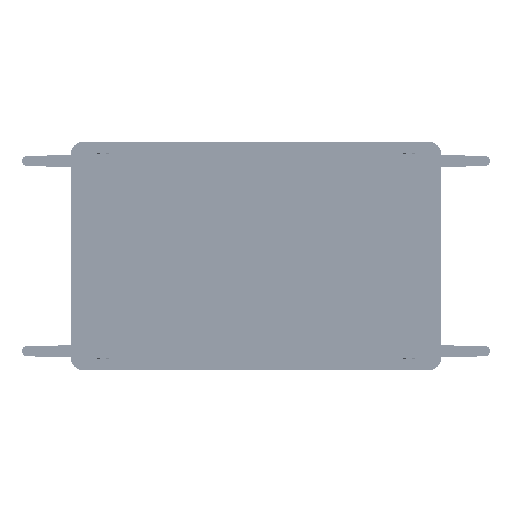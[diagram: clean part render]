
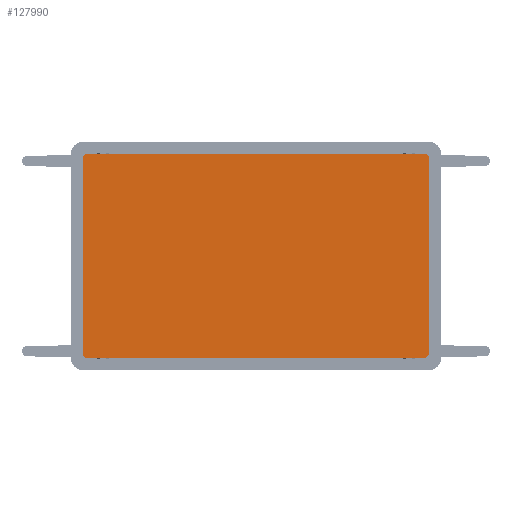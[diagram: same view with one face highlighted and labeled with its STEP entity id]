
A CAD part, left-side view. The second image highlights one B-rep face of the part: STEP entity #127990.
In plain terms, the highlighted planar face has unit normal (-1, 0, 0).
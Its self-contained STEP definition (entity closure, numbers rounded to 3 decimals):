
#127919=CARTESIAN_POINT('Axis2P3D Location',(-44.5,0.,0.)) ;
#127924=CARTESIAN_POINT('Axis2P3D Location',(-44.5,418.442,141.5)) ;
#127928=CARTESIAN_POINT('Vertex',(-44.5,418.442,146.5)) ;
#127930=CARTESIAN_POINT('Vertex',(-44.5,423.442,141.5)) ;
#127933=CARTESIAN_POINT('Line Origine',(-44.5,423.442,-18.)) ;
#127937=CARTESIAN_POINT('Vertex',(-44.5,423.442,-177.5)) ;
#127940=CARTESIAN_POINT('Axis2P3D Location',(-44.5,417.442,-177.5)) ;
#127944=CARTESIAN_POINT('Vertex',(-44.5,417.442,-183.5)) ;
#127947=CARTESIAN_POINT('Line Origine',(-44.5,144.445,-183.5)) ;
#127951=CARTESIAN_POINT('Vertex',(-44.5,-128.553,-183.5)) ;
#127954=CARTESIAN_POINT('Axis2P3D Location',(-44.5,-128.553,-175.495)) ;
#127958=CARTESIAN_POINT('Vertex',(-44.5,-136.558,-175.495)) ;
#127961=CARTESIAN_POINT('Line Origine',(-44.5,-136.558,-17.585)) ;
#127965=CARTESIAN_POINT('Vertex',(-44.5,-136.558,140.325)) ;
#127968=CARTESIAN_POINT('Axis2P3D Location',(-44.5,-130.383,140.325)) ;
#127972=CARTESIAN_POINT('Vertex',(-44.5,-130.383,146.5)) ;
#127975=CARTESIAN_POINT('Line Origine',(-44.5,144.03,146.5)) ;
#127935=VECTOR('Line Direction',#127934,1.) ;
#127949=VECTOR('Line Direction',#127948,1.) ;
#127963=VECTOR('Line Direction',#127962,1.) ;
#127977=VECTOR('Line Direction',#127976,1.) ;
#127920=DIRECTION('Axis2P3D Direction',(-1.,0.,0.)) ;
#127921=DIRECTION('Axis2P3D XDirection',(0.,-1.,0.)) ;
#127925=DIRECTION('Axis2P3D Direction',(-1.,0.,0.)) ;
#127934=DIRECTION('Vector Direction',(0.,0.,-1.)) ;
#127941=DIRECTION('Axis2P3D Direction',(-1.,0.,0.)) ;
#127948=DIRECTION('Vector Direction',(0.,1.,0.)) ;
#127955=DIRECTION('Axis2P3D Direction',(-1.,0.,0.)) ;
#127962=DIRECTION('Vector Direction',(0.,0.,1.)) ;
#127969=DIRECTION('Axis2P3D Direction',(-1.,0.,0.)) ;
#127976=DIRECTION('Vector Direction',(0.,-1.,0.)) ;
#127922=AXIS2_PLACEMENT_3D('Plane Axis2P3D',#127919,#127920,#127921) ;
#127926=AXIS2_PLACEMENT_3D('Circle Axis2P3D',#127924,#127925,$) ;
#127942=AXIS2_PLACEMENT_3D('Circle Axis2P3D',#127940,#127941,$) ;
#127956=AXIS2_PLACEMENT_3D('Circle Axis2P3D',#127954,#127955,$) ;
#127970=AXIS2_PLACEMENT_3D('Circle Axis2P3D',#127968,#127969,$) ;
#127936=LINE('Line',#127933,#127935) ;
#127950=LINE('Line',#127947,#127949) ;
#127964=LINE('Line',#127961,#127963) ;
#127978=LINE('Line',#127975,#127977) ;
#127927=CIRCLE('generated circle',#127926,5.) ;
#127943=CIRCLE('generated circle',#127942,6.) ;
#127957=CIRCLE('generated circle',#127956,8.005) ;
#127971=CIRCLE('generated circle',#127970,6.175) ;
#127923=PLANE('',#127922) ;
#127932=EDGE_CURVE('',#127929,#127931,#127927,.T.) ;
#127939=EDGE_CURVE('',#127931,#127938,#127936,.T.) ;
#127946=EDGE_CURVE('',#127938,#127945,#127943,.T.) ;
#127953=EDGE_CURVE('',#127945,#127952,#127950,.F.) ;
#127960=EDGE_CURVE('',#127952,#127959,#127957,.T.) ;
#127967=EDGE_CURVE('',#127959,#127966,#127964,.T.) ;
#127974=EDGE_CURVE('',#127966,#127973,#127971,.T.) ;
#127979=EDGE_CURVE('',#127973,#127929,#127978,.F.) ;
#127981=ORIENTED_EDGE('',*,*,#127932,.T.) ;
#127982=ORIENTED_EDGE('',*,*,#127939,.T.) ;
#127983=ORIENTED_EDGE('',*,*,#127946,.T.) ;
#127984=ORIENTED_EDGE('',*,*,#127953,.T.) ;
#127985=ORIENTED_EDGE('',*,*,#127960,.T.) ;
#127986=ORIENTED_EDGE('',*,*,#127967,.T.) ;
#127987=ORIENTED_EDGE('',*,*,#127974,.T.) ;
#127988=ORIENTED_EDGE('',*,*,#127979,.T.) ;
#127980=EDGE_LOOP('',(#127981,#127982,#127983,#127984,#127985,#127986,#127987,#127988)) ;
#127929=VERTEX_POINT('',#127928) ;
#127931=VERTEX_POINT('',#127930) ;
#127938=VERTEX_POINT('',#127937) ;
#127945=VERTEX_POINT('',#127944) ;
#127952=VERTEX_POINT('',#127951) ;
#127959=VERTEX_POINT('',#127958) ;
#127966=VERTEX_POINT('',#127965) ;
#127973=VERTEX_POINT('',#127972) ;
#127990=ADVANCED_FACE('PartBody',(#127989),#127923,.T.) ;
#127989=FACE_OUTER_BOUND('',#127980,.T.) ;
